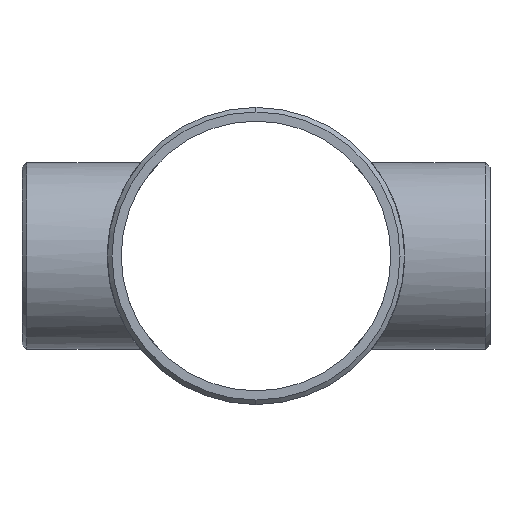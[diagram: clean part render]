
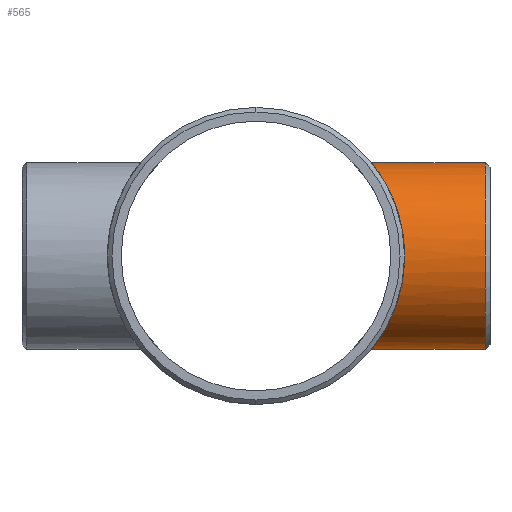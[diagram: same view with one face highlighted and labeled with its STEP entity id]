
A CAD part, left-side view. The second image highlights one B-rep face of the part: STEP entity #565.
In plain terms, the highlighted cylindrical face has radius 44.45 mm (diameter 88.9 mm), a partial arc.
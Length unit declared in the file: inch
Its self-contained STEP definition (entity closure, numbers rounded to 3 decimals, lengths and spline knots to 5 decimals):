
#3 = CARTESIAN_POINT ( 'NONE',  ( 0., -2.162, 1.75 ) ) ;
#14 = ORIENTED_EDGE ( 'NONE', *, *, #836, .F. ) ;
#40 = CARTESIAN_POINT ( 'NONE',  ( -0.11858, -2.162, 1.75 ) ) ;
#58 = CARTESIAN_POINT ( 'NONE',  ( 0., -2.162, 1.75 ) ) ;
#67 = CARTESIAN_POINT ( 'NONE',  ( -0.49105, -2.2169, 1.67994 ) ) ;
#73 = CARTESIAN_POINT ( 'NONE',  ( -0.65605, -2.25921, -1.62263 ) ) ;
#79 = CARTESIAN_POINT ( 'NONE',  ( -0.11907, -2.16507, -1.7462 ) ) ;
#86 = CARTESIAN_POINT ( 'NONE',  ( -1.75022, -2.78164, -0.11497 ) ) ;
#90 = CARTESIAN_POINT ( 'NONE',  ( -1.74367, -2.77752, 0.15159 ) ) ;
#95 = CARTESIAN_POINT ( 'NONE',  ( -0.14871, -2.16691, -1.74392 ) ) ;
#102 = CARTESIAN_POINT ( 'NONE',  ( 0., -4.38, -1.75 ) ) ;
#111 = DIRECTION ( 'NONE',  ( 0., 1., 0. ) ) ;
#166 = CARTESIAN_POINT ( 'NONE',  ( 0., -4.294, -1.75 ) ) ;
#175 = CARTESIAN_POINT ( 'NONE',  ( -1.51032, -2.63726, -0.88445 ) ) ;
#182 = CARTESIAN_POINT ( 'NONE',  ( -1.48073, -2.62043, -0.93315 ) ) ;
#189 = CARTESIAN_POINT ( 'NONE',  ( 0., -2.162, -1.75 ) ) ;
#194 = CARTESIAN_POINT ( 'NONE',  ( -1.31155, -2.52866, 1.15893 ) ) ;
#198 = CARTESIAN_POINT ( 'NONE',  ( -1.65463, -2.72247, -0.5728 ) ) ;
#239 = CARTESIAN_POINT ( 'NONE',  ( 0., -4.294, 0. ) ) ;
#279 = CARTESIAN_POINT ( 'NONE',  ( -1.2738, -2.50929, 1.2003 ) ) ;
#285 = CARTESIAN_POINT ( 'NONE',  ( -1.38641, -2.5678, -1.07383 ) ) ;
#290 = CARTESIAN_POINT ( 'NONE',  ( -1.74599, -2.77898, 0.12207 ) ) ;
#296 = CARTESIAN_POINT ( 'NONE',  ( -1.41675, -2.58471, 1.02881 ) ) ;
#298 = EDGE_CURVE ( 'NONE', #359, #414, #382, .T. ) ;
#302 = ORIENTED_EDGE ( 'NONE', *, *, #720, .T. ) ;
#322 = ORIENTED_EDGE ( 'NONE', *, *, #298, .T. ) ;
#338 = DIRECTION ( 'NONE',  ( 0., 1., 0. ) ) ;
#359 = VERTEX_POINT ( 'NONE', #1077 ) ;
#366 = B_SPLINE_CURVE_WITH_KNOTS ( 'NONE', 3,
 ( #58, #40, #862, #764, #970, #842, #67, #870, #1260, #371, #1265, #377, #775, #1189, #1087, #586, #676, #395, #279, #194, #794, #781, #296, #695, #1171, #1075, #989, #1177, #402, #90, #290, #691, #1282, #86, #390, #591, #800, #198, #575, #788, #993, #1184, #175, #182, #488, #285, #580, #1069, #888, #1193, #976, #983, #477, #73, #495, #893, #1092, #875, #595, #670, #999, #1272, #1278, #95, #79, #484, #883, #500, #384, #189 ),
 .UNSPECIFIED., .F., .F.,
 ( 4, 2, 2, 2, 2, 2, 2, 2, 2, 2, 2, 2, 2, 2, 2, 2, 2, 2, 2, 2, 2, 2, 2, 2, 2, 2, 2, 2, 2, 2, 2, 2, 2, 2, 4 ),
 ( 0.14296, 0.15187, 0.1541, 0.15633, 0.16079, 0.16524, 0.16747, 0.1697, 0.17861, 0.18084, 0.18306, 0.18752, 0.19643, 0.20534, 0.2098, 0.21202, 0.21425, 0.22316, 0.22762, 0.23207, 0.23653, 0.23876, 0.24099, 0.2499, 0.25435, 0.25881, 0.26772, 0.26995, 0.27217, 0.27663, 0.27886, 0.28109, 0.28331, 0.28443, 0.28554 ),
 .UNSPECIFIED. ) ;
#371 = CARTESIAN_POINT ( 'NONE',  ( -0.73208, -2.28204, 1.59053 ) ) ;
#377 = CARTESIAN_POINT ( 'NONE',  ( -0.8578, -2.32584, 1.52561 ) ) ;
#382 = LINE ( 'NONE', #1074, #811 ) ;
#384 = CARTESIAN_POINT ( 'NONE',  ( -0.01488, -2.162, -1.75 ) ) ;
#390 = CARTESIAN_POINT ( 'NONE',  ( -1.73857, -2.77426, -0.2316 ) ) ;
#395 = CARTESIAN_POINT ( 'NONE',  ( -1.25436, -2.49947, 1.2206 ) ) ;
#402 = CARTESIAN_POINT ( 'NONE',  ( -1.73454, -2.7718, 0.23944 ) ) ;
#414 = VERTEX_POINT ( 'NONE', #3 ) ;
#419 = AXIS2_PLACEMENT_3D ( 'NONE', #239, #338, #636 ) ;
#477 = CARTESIAN_POINT ( 'NONE',  ( -0.78804, -2.29894, -1.56673 ) ) ;
#484 = CARTESIAN_POINT ( 'NONE',  ( -0.0745, -2.16323, -1.74848 ) ) ;
#488 = CARTESIAN_POINT ( 'NONE',  ( -1.46542, -2.61181, -0.95699 ) ) ;
#495 = CARTESIAN_POINT ( 'NONE',  ( -0.62927, -2.25157, -1.6332 ) ) ;
#500 = CARTESIAN_POINT ( 'NONE',  ( -0.02984, -2.16215, -1.74981 ) ) ;
#501 = ORIENTED_EDGE ( 'NONE', *, *, #642, .T. ) ;
#506 = DIRECTION ( 'NONE',  ( 0., 1., 0. ) ) ;
#556 = VECTOR ( 'NONE', #506, 39.37008 ) ;
#565 = ADVANCED_FACE ( 'NONE', ( #808 ), #1203, .T. ) ;
#575 = CARTESIAN_POINT ( 'NONE',  ( -1.63483, -2.71046, -0.627 ) ) ;
#580 = CARTESIAN_POINT ( 'NONE',  ( -1.31533, -2.52975, -1.15969 ) ) ;
#586 = CARTESIAN_POINT ( 'NONE',  ( -1.0697, -2.41068, 1.3895 ) ) ;
#591 = CARTESIAN_POINT ( 'NONE',  ( -1.7037, -2.75259, -0.40417 ) ) ;
#595 = CARTESIAN_POINT ( 'NONE',  ( -0.40977, -2.19977, -1.70234 ) ) ;
#615 = DIRECTION ( 'NONE',  ( 0., 0., -1. ) ) ;
#636 = DIRECTION ( 'NONE',  ( 0., 0., -1. ) ) ;
#642 = EDGE_CURVE ( 'NONE', #801, #359, #648, .T. ) ;
#648 = CIRCLE ( 'NONE', #419, 1.75 ) ;
#670 = CARTESIAN_POINT ( 'NONE',  ( -0.32423, -2.18599, -1.71995 ) ) ;
#674 = CARTESIAN_POINT ( 'NONE',  ( 0., -2.162, -1.75 ) ) ;
#676 = CARTESIAN_POINT ( 'NONE',  ( -1.15534, -2.45037, 1.31916 ) ) ;
#691 = CARTESIAN_POINT ( 'NONE',  ( -1.74913, -2.78096, 0.06257 ) ) ;
#695 = CARTESIAN_POINT ( 'NONE',  ( -1.51087, -2.63709, 0.8901 ) ) ;
#720 = EDGE_CURVE ( 'NONE', #414, #1031, #366, .T. ) ;
#764 = CARTESIAN_POINT ( 'NONE',  ( -0.378, -2.19461, 1.70894 ) ) ;
#775 = CARTESIAN_POINT ( 'NONE',  ( -0.88235, -2.33501, 1.51154 ) ) ;
#781 = CARTESIAN_POINT ( 'NONE',  ( -1.38328, -2.56647, 1.07339 ) ) ;
#788 = CARTESIAN_POINT ( 'NONE',  ( -1.59025, -2.68381, -0.73274 ) ) ;
#794 = CARTESIAN_POINT ( 'NONE',  ( -1.32988, -2.53823, 1.13785 ) ) ;
#800 = CARTESIAN_POINT ( 'NONE',  ( -1.68905, -2.74353, -0.46153 ) ) ;
#801 = VERTEX_POINT ( 'NONE', #166 ) ;
#808 = FACE_OUTER_BOUND ( 'NONE', #963, .T. ) ;
#811 = VECTOR ( 'NONE', #1182, 39.37008 ) ;
#836 = EDGE_CURVE ( 'NONE', #801, #1031, #1213, .T. ) ;
#842 = CARTESIAN_POINT ( 'NONE',  ( -0.46313, -2.21087, 1.68786 ) ) ;
#862 = CARTESIAN_POINT ( 'NONE',  ( -0.23499, -2.1718, 1.73808 ) ) ;
#870 = CARTESIAN_POINT ( 'NONE',  ( -0.57373, -2.23619, 1.65429 ) ) ;
#875 = CARTESIAN_POINT ( 'NONE',  ( -0.46572, -2.21095, -1.68787 ) ) ;
#882 = AXIS2_PLACEMENT_3D ( 'NONE', #1103, #111, #615 ) ;
#883 = CARTESIAN_POINT ( 'NONE',  ( -0.05962, -2.16277, -1.74905 ) ) ;
#888 = CARTESIAN_POINT ( 'NONE',  ( -1.15506, -2.45091, -1.31584 ) ) ;
#893 = CARTESIAN_POINT ( 'NONE',  ( -0.57533, -2.23709, -1.65297 ) ) ;
#963 = EDGE_LOOP ( 'NONE', ( #501, #322, #302, #14 ) ) ;
#970 = CARTESIAN_POINT ( 'NONE',  ( -0.40651, -2.19971, 1.70238 ) ) ;
#976 = CARTESIAN_POINT ( 'NONE',  ( -1.02446, -2.39207, -1.41988 ) ) ;
#983 = CARTESIAN_POINT ( 'NONE',  ( -0.88626, -2.33509, -1.51307 ) ) ;
#989 = CARTESIAN_POINT ( 'NONE',  ( -1.6904, -2.74433, 0.46744 ) ) ;
#993 = CARTESIAN_POINT ( 'NONE',  ( -1.56547, -2.66917, -0.78426 ) ) ;
#999 = CARTESIAN_POINT ( 'NONE',  ( -0.29544, -2.1819, -1.72513 ) ) ;
#1031 = VERTEX_POINT ( 'NONE', #674 ) ;
#1069 = CARTESIAN_POINT ( 'NONE',  ( -1.19675, -2.47089, -1.27805 ) ) ;
#1074 = CARTESIAN_POINT ( 'NONE',  ( 0., -4.38, 1.75 ) ) ;
#1075 = CARTESIAN_POINT ( 'NONE',  ( -1.65599, -2.72309, 0.57763 ) ) ;
#1077 = CARTESIAN_POINT ( 'NONE',  ( 0., -4.294, 1.75 ) ) ;
#1087 = CARTESIAN_POINT ( 'NONE',  ( -0.954, -2.36303, 1.46737 ) ) ;
#1092 = CARTESIAN_POINT ( 'NONE',  ( -0.54812, -2.23024, -1.6622 ) ) ;
#1103 = CARTESIAN_POINT ( 'NONE',  ( 0., -4.38, 0. ) ) ;
#1171 = CARTESIAN_POINT ( 'NONE',  ( -1.5653, -2.66891, 0.79105 ) ) ;
#1177 = CARTESIAN_POINT ( 'NONE',  ( -1.72557, -2.76618, 0.29709 ) ) ;
#1182 = DIRECTION ( 'NONE',  ( 0., 1., 0. ) ) ;
#1184 = CARTESIAN_POINT ( 'NONE',  ( -1.5246, -2.64547, -0.8596 ) ) ;
#1189 = CARTESIAN_POINT ( 'NONE',  ( -0.93042, -2.3536, 1.48243 ) ) ;
#1193 = CARTESIAN_POINT ( 'NONE',  ( -1.06899, -2.41154, -1.38668 ) ) ;
#1203 = CYLINDRICAL_SURFACE ( 'NONE', #882, 1.75 ) ;
#1213 = LINE ( 'NONE', #102, #556 ) ;
#1260 = CARTESIAN_POINT ( 'NONE',  ( -0.62739, -2.25064, 1.63466 ) ) ;
#1265 = CARTESIAN_POINT ( 'NONE',  ( -0.78311, -2.29899, 1.56603 ) ) ;
#1272 = CARTESIAN_POINT ( 'NONE',  ( -0.23729, -2.17479, -1.73409 ) ) ;
#1278 = CARTESIAN_POINT ( 'NONE',  ( -0.20786, -2.17177, -1.73787 ) ) ;
#1282 = CARTESIAN_POINT ( 'NONE',  ( -1.74994, -2.78146, 0.03287 ) ) ;
